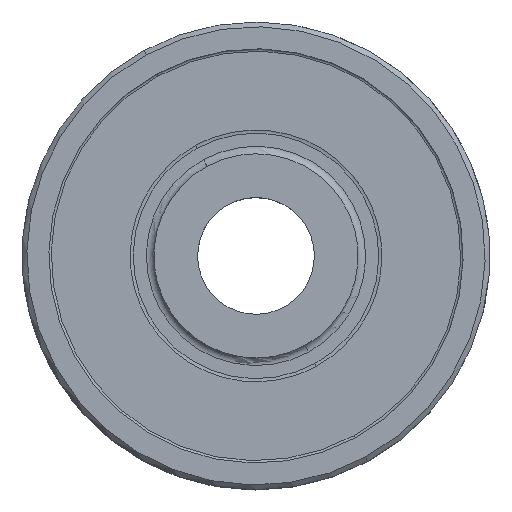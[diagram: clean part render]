
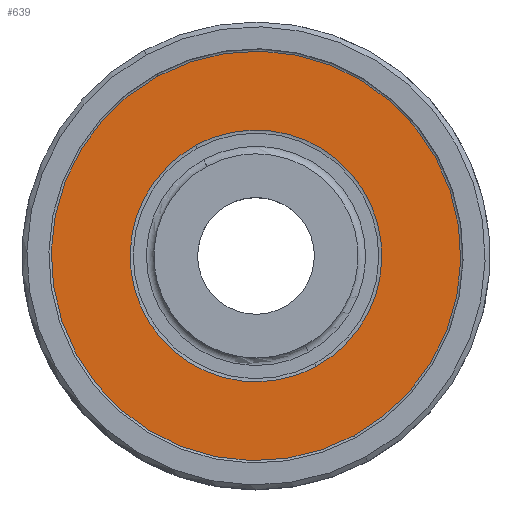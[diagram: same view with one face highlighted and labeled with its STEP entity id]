
A CAD part, top view. The second image highlights one B-rep face of the part: STEP entity #639.
In plain terms, the highlighted planar face has unit normal (0, 0, 1).
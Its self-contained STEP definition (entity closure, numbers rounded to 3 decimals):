
#458=AXIS2_PLACEMENT_3D('Circle Axis2P3D',#456,#457,$) ;
#484=AXIS2_PLACEMENT_3D('Circle Axis2P3D',#482,#483,$) ;
#573=AXIS2_PLACEMENT_3D('Plane Axis2P3D',#570,#571,#572) ;
#453=CARTESIAN_POINT('Vertex',(8.237,-15.077,9.65)) ;
#456=CARTESIAN_POINT('Axis2P3D Location',(0.,0.,9.65)) ;
#460=CARTESIAN_POINT('Vertex',(-8.237,15.077,9.65)) ;
#482=CARTESIAN_POINT('Axis2P3D Location',(0.,0.,9.65)) ;
#570=CARTESIAN_POINT('Axis2P3D Location',(0.,17.18,9.65)) ;
#580=CARTESIAN_POINT('Control Point',(-5.063,9.267,9.65)) ;
#581=CARTESIAN_POINT('Control Point',(-5.996,8.757,9.65)) ;
#582=CARTESIAN_POINT('Control Point',(-6.866,8.13,9.65)) ;
#583=CARTESIAN_POINT('Control Point',(-7.651,7.395,9.65)) ;
#584=CARTESIAN_POINT('Control Point',(-9.02,5.744,9.65)) ;
#585=CARTESIAN_POINT('Control Point',(-9.937,3.805,9.65)) ;
#586=CARTESIAN_POINT('Control Point',(-10.27,2.783,9.65)) ;
#587=CARTESIAN_POINT('Control Point',(-10.672,0.676,9.65)) ;
#588=CARTESIAN_POINT('Control Point',(-10.539,-1.465,9.65)) ;
#589=CARTESIAN_POINT('Control Point',(-10.338,-2.521,9.65)) ;
#590=CARTESIAN_POINT('Control Point',(-9.673,-4.56,9.65)) ;
#591=CARTESIAN_POINT('Control Point',(-8.523,-6.371,9.65)) ;
#592=CARTESIAN_POINT('Control Point',(-7.836,-7.199,9.65)) ;
#593=CARTESIAN_POINT('Control Point',(-6.269,-8.663,9.65)) ;
#594=CARTESIAN_POINT('Control Point',(-4.388,-9.694,9.65)) ;
#595=CARTESIAN_POINT('Control Point',(-3.387,-10.087,9.65)) ;
#596=CARTESIAN_POINT('Control Point',(-1.308,-10.614,9.65)) ;
#597=CARTESIAN_POINT('Control Point',(0.837,-10.608,9.65)) ;
#598=CARTESIAN_POINT('Control Point',(1.903,-10.469,9.65)) ;
#599=CARTESIAN_POINT('Control Point',(3.186,-10.134,9.65)) ;
#600=CARTESIAN_POINT('Control Point',(4.392,-9.608,9.65)) ;
#601=CARTESIAN_POINT('Control Point',(4.619,-9.501,9.65)) ;
#602=CARTESIAN_POINT('Control Point',(4.842,-9.387,9.65)) ;
#603=CARTESIAN_POINT('Control Point',(5.063,-9.267,9.65)) ;
#604=CARTESIAN_POINT('Vertex',(-5.063,9.267,9.65)) ;
#606=CARTESIAN_POINT('Vertex',(5.063,-9.267,9.65)) ;
#610=CARTESIAN_POINT('Control Point',(5.063,-9.267,9.65)) ;
#611=CARTESIAN_POINT('Control Point',(5.996,-8.757,9.65)) ;
#612=CARTESIAN_POINT('Control Point',(6.866,-8.13,9.65)) ;
#613=CARTESIAN_POINT('Control Point',(7.651,-7.395,9.65)) ;
#614=CARTESIAN_POINT('Control Point',(9.02,-5.744,9.65)) ;
#615=CARTESIAN_POINT('Control Point',(9.937,-3.805,9.65)) ;
#616=CARTESIAN_POINT('Control Point',(10.27,-2.783,9.65)) ;
#617=CARTESIAN_POINT('Control Point',(10.672,-0.676,9.65)) ;
#618=CARTESIAN_POINT('Control Point',(10.539,1.465,9.65)) ;
#619=CARTESIAN_POINT('Control Point',(10.338,2.521,9.65)) ;
#620=CARTESIAN_POINT('Control Point',(9.673,4.56,9.65)) ;
#621=CARTESIAN_POINT('Control Point',(8.523,6.371,9.65)) ;
#622=CARTESIAN_POINT('Control Point',(7.836,7.199,9.65)) ;
#623=CARTESIAN_POINT('Control Point',(6.269,8.663,9.65)) ;
#624=CARTESIAN_POINT('Control Point',(4.388,9.694,9.65)) ;
#625=CARTESIAN_POINT('Control Point',(3.387,10.087,9.65)) ;
#626=CARTESIAN_POINT('Control Point',(1.308,10.614,9.65)) ;
#627=CARTESIAN_POINT('Control Point',(-0.837,10.608,9.65)) ;
#628=CARTESIAN_POINT('Control Point',(-1.903,10.469,9.65)) ;
#629=CARTESIAN_POINT('Control Point',(-3.186,10.134,9.65)) ;
#630=CARTESIAN_POINT('Control Point',(-4.392,9.608,9.65)) ;
#631=CARTESIAN_POINT('Control Point',(-4.619,9.501,9.65)) ;
#632=CARTESIAN_POINT('Control Point',(-4.842,9.387,9.65)) ;
#633=CARTESIAN_POINT('Control Point',(-5.063,9.267,9.65)) ;
#457=DIRECTION('Axis2P3D Direction',(0.,0.,1.)) ;
#483=DIRECTION('Axis2P3D Direction',(0.,0.,1.)) ;
#571=DIRECTION('Axis2P3D Direction',(0.,0.,1.)) ;
#572=DIRECTION('Axis2P3D XDirection',(1.,0.,0.)) ;
#576=ORIENTED_EDGE('',*,*,#486,.T.) ;
#577=ORIENTED_EDGE('',*,*,#462,.T.) ;
#636=ORIENTED_EDGE('',*,*,#608,.F.) ;
#637=ORIENTED_EDGE('',*,*,#634,.F.) ;
#638=FACE_BOUND('',#635,.T.) ;
#639=ADVANCED_FACE('NOCUT',(#578,#638),#574,.T.) ;
#579=B_SPLINE_CURVE_WITH_KNOTS('',5,(#580,#581,#582,#583,#584,#585,#586,#587,#588,#589,#590,#591,#592,#593,#594,#595,#596,#597,#598,#599,#600,#601,#602,#603),.UNSPECIFIED.,.F.,.U.,(6,3,3,3,3,3,3,6),(0.,7.43,14.862,22.294,29.726,37.157,44.589,46.342),.UNSPECIFIED.) ;
#609=B_SPLINE_CURVE_WITH_KNOTS('',5,(#610,#611,#612,#613,#614,#615,#616,#617,#618,#619,#620,#621,#622,#623,#624,#625,#626,#627,#628,#629,#630,#631,#632,#633),.UNSPECIFIED.,.F.,.U.,(6,3,3,3,3,3,3,6),(0.,7.43,14.862,22.294,29.726,37.157,44.589,46.342),.UNSPECIFIED.) ;
#459=CIRCLE('generated circle',#458,17.18) ;
#485=CIRCLE('generated circle',#484,17.18) ;
#462=EDGE_CURVE('',#461,#454,#459,.T.) ;
#486=EDGE_CURVE('',#454,#461,#485,.T.) ;
#608=EDGE_CURVE('',#605,#607,#579,.T.) ;
#634=EDGE_CURVE('',#607,#605,#609,.T.) ;
#575=EDGE_LOOP('',(#576,#577)) ;
#635=EDGE_LOOP('',(#636,#637)) ;
#578=FACE_OUTER_BOUND('',#575,.T.) ;
#574=PLANE('',#573) ;
#454=VERTEX_POINT('',#453) ;
#461=VERTEX_POINT('',#460) ;
#605=VERTEX_POINT('',#604) ;
#607=VERTEX_POINT('',#606) ;
